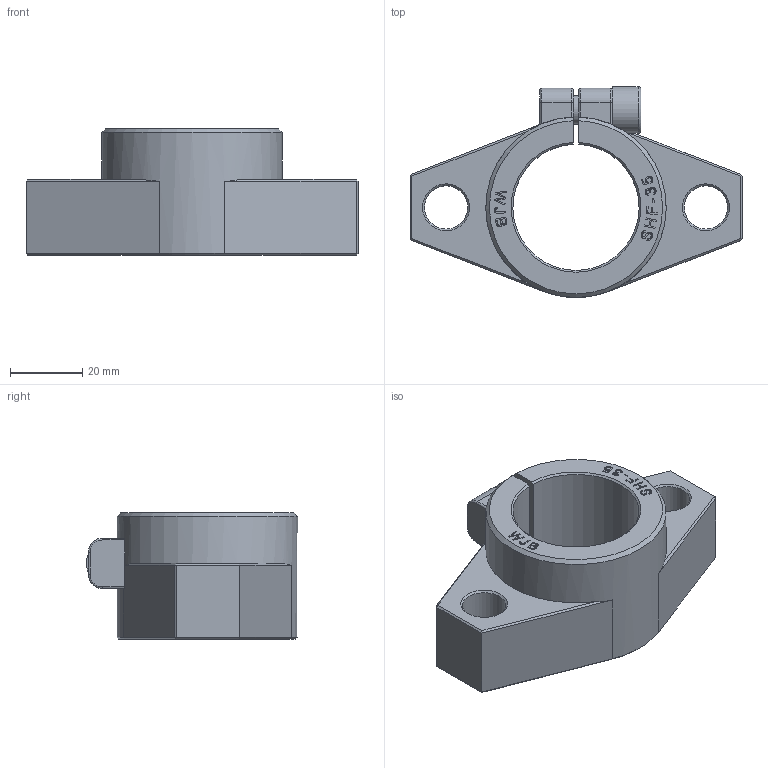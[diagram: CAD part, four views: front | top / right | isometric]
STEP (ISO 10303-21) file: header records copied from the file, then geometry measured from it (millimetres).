
FILE_DESCRIPTION(/* description */ (''),/* implementation_level */ '2;1');
FILE_NAME(/* name */ 'WJB-SHF-35.stp',/* time_stamp */ '2019-01-10T17:46:23+08:00',/* author */ (''),/* organization */ (''),/* preprocessor_version */ 'ST-DEVELOPER v11',/* originating_system */ 'SIEMENS UGS NX 6.0',/* authorisation */ '');
FILE_SCHEMA (('CONFIG_CONTROL_DESIGN'));
Length unit declared in the file: millimetre
Products named in the file (1): WJB-SHF-35
Bounding box: 92 x 58.49 x 35 mm (x, y, z)
Volume: 60370.7 mm3; surface area: 18705.1 mm2
Topology: 2 solids, 2 shells, 190 faces, 495 edges, 331 vertices
Faces by surface type: plane 112, extrusion 28, cylinder 27, cone 13, torus 10
Full cylindrical faces by diameter (mm): 6.647 x2, 8 x1, 12 x2, 13 x1
Entity records: 6919 total; most frequent: CARTESIAN_POINT 2518, ORIENTED_EDGE 912, DIRECTION 776, EDGE_CURVE 456, VERTEX_POINT 297, VECTOR 292, LINE 264, AXIS2_PLACEMENT_3D 242
